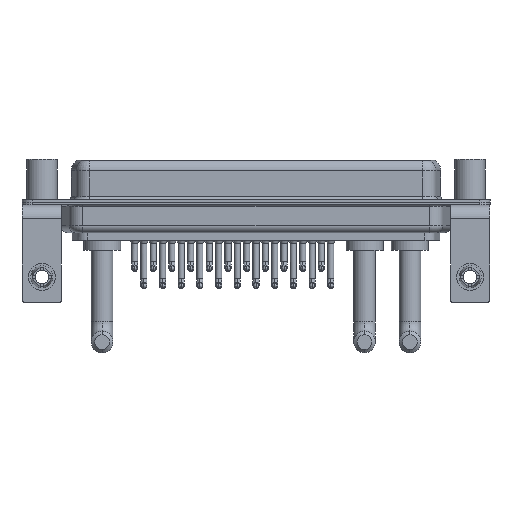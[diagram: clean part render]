
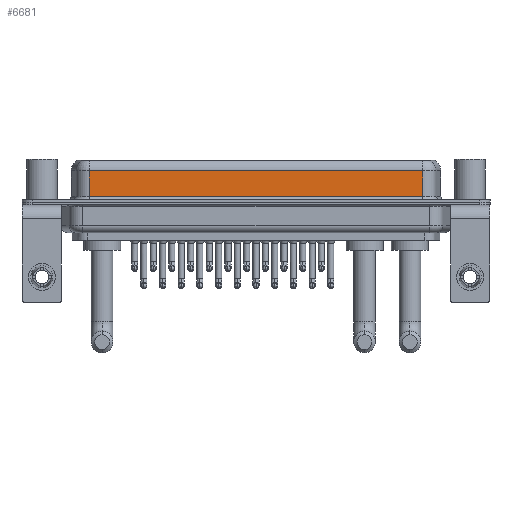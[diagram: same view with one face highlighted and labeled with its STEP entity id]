
A CAD part, front view. The second image highlights one B-rep face of the part: STEP entity #6681.
In plain terms, the highlighted planar face has unit normal (0, -1, 0).
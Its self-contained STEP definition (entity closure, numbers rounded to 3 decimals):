
#59 = CARTESIAN_POINT ( 'NONE',  ( 56.462, -3.95, 0.9 ) ) ;
#96 = CARTESIAN_POINT ( 'NONE',  ( 56.462, -3.95, 6.4 ) ) ;
#862 = LINE ( 'NONE', #19985, #9216 ) ;
#1528 = EDGE_CURVE ( 'NONE', #14202, #3703, #25485, .T. ) ;
#2067 = EDGE_CURVE ( 'NONE', #11301, #3703, #23161, .T. ) ;
#3703 = VERTEX_POINT ( 'NONE', #59 ) ;
#4540 = ORIENTED_EDGE ( 'NONE', *, *, #2067, .F. ) ;
#4854 = VECTOR ( 'NONE', #18778, 1000. ) ;
#5696 = EDGE_CURVE ( 'NONE', #11301, #7239, #862, .T. ) ;
#6392 = ORIENTED_EDGE ( 'NONE', *, *, #1528, .T. ) ;
#6681 = ADVANCED_FACE ( 'NONE', ( #11434 ), #9289, .F. ) ;
#7096 = DIRECTION ( 'NONE',  ( -1., 0., 0. ) ) ;
#7239 = VERTEX_POINT ( 'NONE', #14308 ) ;
#7644 = CARTESIAN_POINT ( 'NONE',  ( 7.038, -3.95, 0.9 ) ) ;
#8214 = CARTESIAN_POINT ( 'NONE',  ( 56.462, -3.95, 0.9 ) ) ;
#9127 = ORIENTED_EDGE ( 'NONE', *, *, #20218, .T. ) ;
#9216 = VECTOR ( 'NONE', #7096, 1000. ) ;
#9289 = PLANE ( 'NONE',  #27323 ) ;
#10711 = CARTESIAN_POINT ( 'NONE',  ( 56.462, -3.95, 6.4 ) ) ;
#11301 = VERTEX_POINT ( 'NONE', #13356 ) ;
#11434 = FACE_OUTER_BOUND ( 'NONE', #27099, .T. ) ;
#13260 = DIRECTION ( 'NONE',  ( 0., 0., 1. ) ) ;
#13356 = CARTESIAN_POINT ( 'NONE',  ( 56.462, -3.95, 4.65 ) ) ;
#14181 = DIRECTION ( 'NONE',  ( 1., 0., 0. ) ) ;
#14202 = VERTEX_POINT ( 'NONE', #7644 ) ;
#14308 = CARTESIAN_POINT ( 'NONE',  ( 7.038, -3.95, 4.65 ) ) ;
#16503 = VECTOR ( 'NONE', #25337, 1000. ) ;
#16714 = LINE ( 'NONE', #22665, #16503 ) ;
#18778 = DIRECTION ( 'NONE',  ( 0., 0., -1. ) ) ;
#19876 = VECTOR ( 'NONE', #14181, 1000. ) ;
#19985 = CARTESIAN_POINT ( 'NONE',  ( 56.462, -3.95, 4.65 ) ) ;
#20218 = EDGE_CURVE ( 'NONE', #7239, #14202, #16714, .T. ) ;
#21891 = DIRECTION ( 'NONE',  ( 0., 1., 0. ) ) ;
#22665 = CARTESIAN_POINT ( 'NONE',  ( 7.038, -3.95, 6.4 ) ) ;
#23161 = LINE ( 'NONE', #10711, #4854 ) ;
#23262 = ORIENTED_EDGE ( 'NONE', *, *, #5696, .T. ) ;
#25337 = DIRECTION ( 'NONE',  ( 0., 0., -1. ) ) ;
#25485 = LINE ( 'NONE', #8214, #19876 ) ;
#27099 = EDGE_LOOP ( 'NONE', ( #4540, #23262, #9127, #6392 ) ) ;
#27323 = AXIS2_PLACEMENT_3D ( 'NONE', #96, #21891, #13260 ) ;
